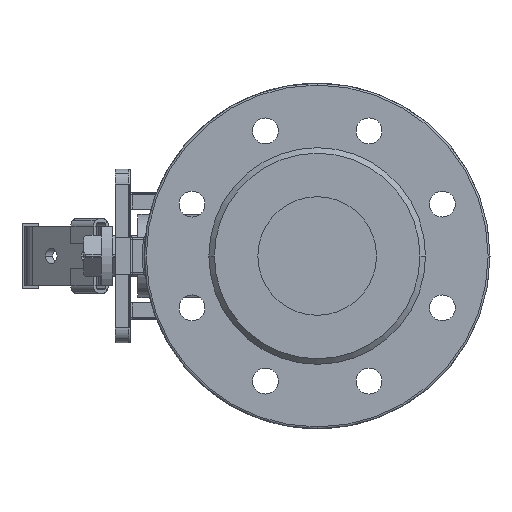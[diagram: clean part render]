
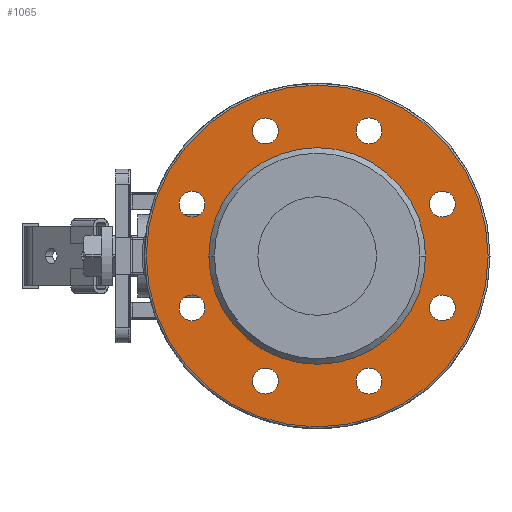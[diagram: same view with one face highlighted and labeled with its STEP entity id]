
A CAD part, left-side view. The second image highlights one B-rep face of the part: STEP entity #1065.
In plain terms, the highlighted planar face has unit normal (-1, 0, 0).
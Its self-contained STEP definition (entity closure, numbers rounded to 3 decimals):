
#1065=ADVANCED_FACE('',(#3268,#3269,#3270,#3271,#3272,#3273,#3274,#3275,#3276,#3277),#3278,.T.);
#3268=FACE_OUTER_BOUND('',#49571,.T.);
#3269=FACE_BOUND('',#49572,.T.);
#3270=FACE_BOUND('',#49573,.T.);
#3271=FACE_BOUND('',#49574,.T.);
#3272=FACE_BOUND('',#49575,.T.);
#3273=FACE_BOUND('',#49576,.T.);
#3274=FACE_BOUND('',#49577,.T.);
#3275=FACE_BOUND('',#49578,.T.);
#3276=FACE_BOUND('',#49579,.T.);
#3277=FACE_BOUND('',#49580,.T.);
#3278=PLANE('',#49581);
#49571=EDGE_LOOP('',(#57165,#57166));
#49572=EDGE_LOOP('',(#57167,#57168));
#49573=EDGE_LOOP('',(#57169,#57170));
#49574=EDGE_LOOP('',(#57171,#57172));
#49575=EDGE_LOOP('',(#57173,#57174));
#49576=EDGE_LOOP('',(#57175,#57176));
#49577=EDGE_LOOP('',(#57177,#57178));
#49578=EDGE_LOOP('',(#57179,#57180));
#49579=EDGE_LOOP('',(#57181,#57182));
#49580=EDGE_LOOP('',(#57183,#57184));
#49581=AXIS2_PLACEMENT_3D('',#57185,#57186,#57187);
#57165=ORIENTED_EDGE('',*,*,#60643,.F.);
#57166=ORIENTED_EDGE('',*,*,#57979,.F.);
#57167=ORIENTED_EDGE('',*,*,#60644,.T.);
#57168=ORIENTED_EDGE('',*,*,#57808,.T.);
#57169=ORIENTED_EDGE('',*,*,#60645,.T.);
#57170=ORIENTED_EDGE('',*,*,#57816,.T.);
#57171=ORIENTED_EDGE('',*,*,#60646,.T.);
#57172=ORIENTED_EDGE('',*,*,#57824,.T.);
#57173=ORIENTED_EDGE('',*,*,#60647,.T.);
#57174=ORIENTED_EDGE('',*,*,#57832,.T.);
#57175=ORIENTED_EDGE('',*,*,#60648,.T.);
#57176=ORIENTED_EDGE('',*,*,#57840,.T.);
#57177=ORIENTED_EDGE('',*,*,#60649,.T.);
#57178=ORIENTED_EDGE('',*,*,#57848,.T.);
#57179=ORIENTED_EDGE('',*,*,#60650,.T.);
#57180=ORIENTED_EDGE('',*,*,#57856,.T.);
#57181=ORIENTED_EDGE('',*,*,#60651,.T.);
#57182=ORIENTED_EDGE('',*,*,#57864,.T.);
#57183=ORIENTED_EDGE('',*,*,#60652,.T.);
#57184=ORIENTED_EDGE('',*,*,#57872,.T.);
#57185=CARTESIAN_POINT('',(-52.0,75.25,0.0));
#57186=DIRECTION('',(-1.0,0.0,0.0));
#57187=DIRECTION('',(0.0,0.0,1.0));
#57808=EDGE_CURVE('',#60750,#60754,#60756,.T.);
#57816=EDGE_CURVE('',#60766,#60770,#60772,.T.);
#57824=EDGE_CURVE('',#60782,#60786,#60788,.T.);
#57832=EDGE_CURVE('',#60798,#60802,#60804,.T.);
#57840=EDGE_CURVE('',#60814,#60818,#60820,.T.);
#57848=EDGE_CURVE('',#60830,#60834,#60836,.T.);
#57856=EDGE_CURVE('',#60846,#60850,#60852,.T.);
#57864=EDGE_CURVE('',#60862,#60866,#60868,.T.);
#57872=EDGE_CURVE('',#60878,#60882,#60884,.T.);
#57979=EDGE_CURVE('',#61088,#61091,#61092,.T.);
#60643=EDGE_CURVE('',#61091,#61088,#65478,.T.);
#60644=EDGE_CURVE('',#60754,#60750,#65479,.T.);
#60645=EDGE_CURVE('',#60770,#60766,#65480,.T.);
#60646=EDGE_CURVE('',#60786,#60782,#65481,.T.);
#60647=EDGE_CURVE('',#60802,#60798,#65482,.T.);
#60648=EDGE_CURVE('',#60818,#60814,#65483,.T.);
#60649=EDGE_CURVE('',#60834,#60830,#65484,.T.);
#60650=EDGE_CURVE('',#60850,#60846,#65485,.T.);
#60651=EDGE_CURVE('',#60866,#60862,#65486,.T.);
#60652=EDGE_CURVE('',#60882,#60878,#65487,.T.);
#60750=VERTEX_POINT('',#65602);
#60754=VERTEX_POINT('',#65607);
#60756=CIRCLE('',#65610,58.0);
#60766=VERTEX_POINT('',#65622);
#60770=VERTEX_POINT('',#65627);
#60772=CIRCLE('',#65630,6.918);
#60782=VERTEX_POINT('',#65642);
#60786=VERTEX_POINT('',#65647);
#60788=CIRCLE('',#65650,6.918);
#60798=VERTEX_POINT('',#65662);
#60802=VERTEX_POINT('',#65667);
#60804=CIRCLE('',#65670,6.918);
#60814=VERTEX_POINT('',#65682);
#60818=VERTEX_POINT('',#65687);
#60820=CIRCLE('',#65690,6.918);
#60830=VERTEX_POINT('',#65702);
#60834=VERTEX_POINT('',#65707);
#60836=CIRCLE('',#65710,6.918);
#60846=VERTEX_POINT('',#65722);
#60850=VERTEX_POINT('',#65727);
#60852=CIRCLE('',#65730,6.918);
#60862=VERTEX_POINT('',#65742);
#60866=VERTEX_POINT('',#65747);
#60868=CIRCLE('',#65750,6.918);
#60878=VERTEX_POINT('',#65762);
#60882=VERTEX_POINT('',#65767);
#60884=CIRCLE('',#65770,6.918);
#61088=VERTEX_POINT('',#66100);
#61091=VERTEX_POINT('',#66103);
#61092=CIRCLE('',#66104,91.5);
#65478=CIRCLE('',#95221,91.5);
#65479=CIRCLE('',#95222,58.0);
#65480=CIRCLE('',#95223,6.918);
#65481=CIRCLE('',#95224,6.918);
#65482=CIRCLE('',#95225,6.918);
#65483=CIRCLE('',#95226,6.918);
#65484=CIRCLE('',#95227,6.918);
#65485=CIRCLE('',#95228,6.918);
#65486=CIRCLE('',#95229,6.918);
#65487=CIRCLE('',#95230,6.918);
#65602=CARTESIAN_POINT('',(-52.0,58.0,0.));
#65607=CARTESIAN_POINT('',(-52.0,-58.0,0.));
#65610=AXIS2_PLACEMENT_3D('',#95365,#95366,#95367);
#65622=CARTESIAN_POINT('',(-52.0,66.981,20.827));
#65627=CARTESIAN_POINT('',(-52.0,66.981,34.662));
#65630=AXIS2_PLACEMENT_3D('',#95381,#95382,#95383);
#65642=CARTESIAN_POINT('',(-52.0,66.981,-34.662));
#65647=CARTESIAN_POINT('',(-52.0,66.981,-20.827));
#65650=AXIS2_PLACEMENT_3D('',#95397,#95398,#95399);
#65662=CARTESIAN_POINT('',(-52.0,27.745,-73.899));
#65667=CARTESIAN_POINT('',(-52.0,27.745,-60.064));
#65670=AXIS2_PLACEMENT_3D('',#95413,#95414,#95415);
#65682=CARTESIAN_POINT('',(-52.0,-27.745,-73.899));
#65687=CARTESIAN_POINT('',(-52.0,-27.745,-60.064));
#65690=AXIS2_PLACEMENT_3D('',#95429,#95430,#95431);
#65702=CARTESIAN_POINT('',(-52.0,-66.981,-34.662));
#65707=CARTESIAN_POINT('',(-52.0,-66.981,-20.827));
#65710=AXIS2_PLACEMENT_3D('',#95445,#95446,#95447);
#65722=CARTESIAN_POINT('',(-52.0,-66.981,20.827));
#65727=CARTESIAN_POINT('',(-52.0,-66.981,34.662));
#65730=AXIS2_PLACEMENT_3D('',#95461,#95462,#95463);
#65742=CARTESIAN_POINT('',(-52.0,-27.745,60.064));
#65747=CARTESIAN_POINT('',(-52.0,-27.745,73.899));
#65750=AXIS2_PLACEMENT_3D('',#95477,#95478,#95479);
#65762=CARTESIAN_POINT('',(-52.0,27.745,60.064));
#65767=CARTESIAN_POINT('',(-52.0,27.745,73.899));
#65770=AXIS2_PLACEMENT_3D('',#95493,#95494,#95495);
#66100=CARTESIAN_POINT('',(-52.0,0.,-91.5));
#66103=CARTESIAN_POINT('',(-52.0,0.,91.5));
#66104=AXIS2_PLACEMENT_3D('',#95696,#95697,#95698);
#95221=AXIS2_PLACEMENT_3D('',#98505,#98506,#98507);
#95222=AXIS2_PLACEMENT_3D('',#98508,#98509,#98510);
#95223=AXIS2_PLACEMENT_3D('',#98511,#98512,#98513);
#95224=AXIS2_PLACEMENT_3D('',#98514,#98515,#98516);
#95225=AXIS2_PLACEMENT_3D('',#98517,#98518,#98519);
#95226=AXIS2_PLACEMENT_3D('',#98520,#98521,#98522);
#95227=AXIS2_PLACEMENT_3D('',#98523,#98524,#98525);
#95228=AXIS2_PLACEMENT_3D('',#98526,#98527,#98528);
#95229=AXIS2_PLACEMENT_3D('',#98529,#98530,#98531);
#95230=AXIS2_PLACEMENT_3D('',#98532,#98533,#98534);
#95365=CARTESIAN_POINT('',(-52.0,0.0,0.0));
#95366=DIRECTION('',(1.0,0.0,0.0));
#95367=DIRECTION('',(0.0,1.0,0.0));
#95381=CARTESIAN_POINT('',(-52.0,66.981,27.745));
#95382=DIRECTION('',(1.0,0.0,0.0));
#95383=DIRECTION('',(0.0,0.0,-1.0));
#95397=CARTESIAN_POINT('',(-52.0,66.981,-27.745));
#95398=DIRECTION('',(1.0,0.0,0.0));
#95399=DIRECTION('',(0.0,0.0,-1.0));
#95413=CARTESIAN_POINT('',(-52.0,27.745,-66.981));
#95414=DIRECTION('',(1.0,0.0,0.0));
#95415=DIRECTION('',(0.0,0.0,-1.0));
#95429=CARTESIAN_POINT('',(-52.0,-27.745,-66.981));
#95430=DIRECTION('',(1.0,0.0,0.0));
#95431=DIRECTION('',(0.0,0.0,-1.0));
#95445=CARTESIAN_POINT('',(-52.0,-66.981,-27.745));
#95446=DIRECTION('',(1.0,0.0,0.0));
#95447=DIRECTION('',(0.0,0.0,-1.0));
#95461=CARTESIAN_POINT('',(-52.0,-66.981,27.745));
#95462=DIRECTION('',(1.0,0.0,0.0));
#95463=DIRECTION('',(0.0,0.0,-1.0));
#95477=CARTESIAN_POINT('',(-52.0,-27.745,66.981));
#95478=DIRECTION('',(1.0,0.0,0.0));
#95479=DIRECTION('',(0.0,0.0,-1.0));
#95493=CARTESIAN_POINT('',(-52.0,27.745,66.981));
#95494=DIRECTION('',(1.0,0.0,0.0));
#95495=DIRECTION('',(0.0,0.0,-1.0));
#95696=CARTESIAN_POINT('',(-52.0,0.0,0.0));
#95697=DIRECTION('',(1.0,0.0,0.0));
#95698=DIRECTION('',(0.0,-1.0,0.));
#98505=CARTESIAN_POINT('',(-52.0,0.0,0.0));
#98506=DIRECTION('',(1.0,0.0,0.0));
#98507=DIRECTION('',(0.0,-1.0,0.));
#98508=CARTESIAN_POINT('',(-52.0,0.0,0.0));
#98509=DIRECTION('',(1.0,0.0,0.0));
#98510=DIRECTION('',(0.0,1.0,0.0));
#98511=CARTESIAN_POINT('',(-52.0,66.981,27.745));
#98512=DIRECTION('',(1.0,0.0,0.0));
#98513=DIRECTION('',(0.0,0.0,-1.0));
#98514=CARTESIAN_POINT('',(-52.0,66.981,-27.745));
#98515=DIRECTION('',(1.0,0.0,0.0));
#98516=DIRECTION('',(0.0,0.0,-1.0));
#98517=CARTESIAN_POINT('',(-52.0,27.745,-66.981));
#98518=DIRECTION('',(1.0,0.0,0.0));
#98519=DIRECTION('',(0.0,0.0,-1.0));
#98520=CARTESIAN_POINT('',(-52.0,-27.745,-66.981));
#98521=DIRECTION('',(1.0,0.0,0.0));
#98522=DIRECTION('',(0.0,0.0,-1.0));
#98523=CARTESIAN_POINT('',(-52.0,-66.981,-27.745));
#98524=DIRECTION('',(1.0,0.0,0.0));
#98525=DIRECTION('',(0.0,0.0,-1.0));
#98526=CARTESIAN_POINT('',(-52.0,-66.981,27.745));
#98527=DIRECTION('',(1.0,0.0,0.0));
#98528=DIRECTION('',(0.0,0.0,-1.0));
#98529=CARTESIAN_POINT('',(-52.0,-27.745,66.981));
#98530=DIRECTION('',(1.0,0.0,0.0));
#98531=DIRECTION('',(0.0,0.0,-1.0));
#98532=CARTESIAN_POINT('',(-52.0,27.745,66.981));
#98533=DIRECTION('',(1.0,0.0,0.0));
#98534=DIRECTION('',(0.0,0.0,-1.0));
